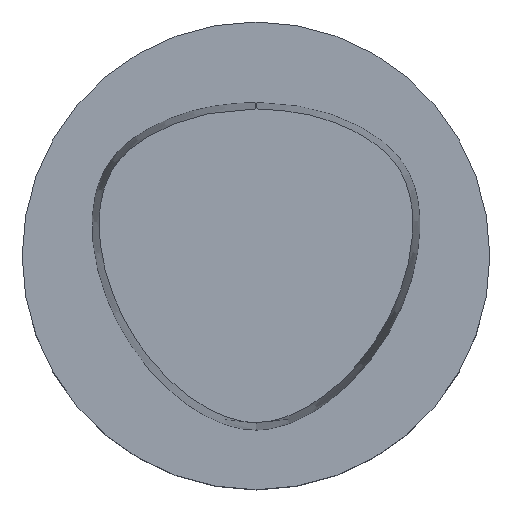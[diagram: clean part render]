
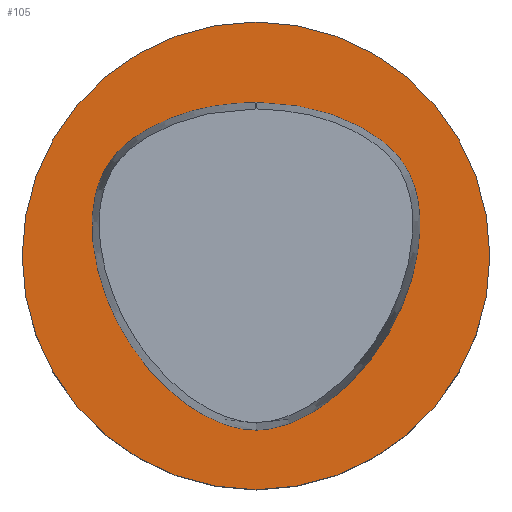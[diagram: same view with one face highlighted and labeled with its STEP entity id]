
A CAD part, top view. The second image highlights one B-rep face of the part: STEP entity #105.
In plain terms, the highlighted planar face has unit normal (0, 0, 1).
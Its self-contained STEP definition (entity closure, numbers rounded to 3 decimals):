
#60=EDGE_CURVE('Unnamed[1]',#165,#165,#166,.T.);
#91=EDGE_CURVE('Unnamed[1]',#174,#213,#214,.T.);
#105=ADVANCED_FACE('Unnamed[1]',(#233,#234),#235,.T.);
#120=EDGE_CURVE('Unnamed[1]',#201,#174,#258,.T.);
#122=EDGE_CURVE('Unnamed[1]',#213,#201,#260,.T.);
#165=VERTEX_POINT('',#304);
#166=CIRCLE('',#305,31.5);
#174=VERTEX_POINT('',#315);
#201=VERTEX_POINT('',#420);
#213=VERTEX_POINT('',#436);
#214=B_SPLINE_CURVE_WITH_KNOTS('',3,(#437,#438,#439,#440,#441,#442,#443,#444,#445,#446,#447,#448,#449,#450,#451,#452,#453),.UNSPECIFIED.,.F.,.F.,(4,1,1,1,1,1,1,1,1,1,1,1,1,1,4),(-13.23,-12.817,-12.403,-11.99,-11.576,-11.163,-10.956,-10.75,-10.336,-9.923,-9.096,-8.269,-7.442,-7.029,-6.615),.UNSPECIFIED.);
#233=FACE_BOUND('',#560,.T.);
#234=FACE_OUTER_BOUND('',#561,.T.);
#235=PLANE('',#562);
#258=CIRCLE('',#591,0.95);
#260=B_SPLINE_CURVE_WITH_KNOTS('',3,(#594,#595,#596,#597,#598,#599,#600,#601,#602,#603,#604,#605,#606,#607,#608,#609,#610,#611),.UNSPECIFIED.,.F.,.F.,(4,1,1,1,1,1,1,1,1,2,1,1,1,1,4),(-6.615,-6.202,-5.788,-5.375,-4.961,-4.134,-3.308,-2.894,-2.481,-2.067,-1.654,-1.24,-0.827,-0.413,0.0),.UNSPECIFIED.);
#304=CARTESIAN_POINT('',(0.,31.5,0.));
#305=AXIS2_PLACEMENT_3D('',#674,#675,#676);
#315=CARTESIAN_POINT('',(0.045,20.677,0.));
#420=CARTESIAN_POINT('',(-0.045,20.677,0.));
#436=CARTESIAN_POINT('',(0.044,-23.469,0.));
#437=CARTESIAN_POINT('',(0.045,20.677,0.));
#438=CARTESIAN_POINT('',(1.424,20.61,0.));
#439=CARTESIAN_POINT('',(4.223,20.484,0.));
#440=CARTESIAN_POINT('',(8.472,19.689,0.));
#441=CARTESIAN_POINT('',(12.514,18.243,0.0));
#442=CARTESIAN_POINT('',(16.304,16.173,0.));
#443=CARTESIAN_POINT('',(19.145,13.704,0.));
#444=CARTESIAN_POINT('',(20.732,11.101,0.0));
#445=CARTESIAN_POINT('',(21.783,8.281,0.));
#446=CARTESIAN_POINT('',(22.226,4.609,0.0));
#447=CARTESIAN_POINT('',(21.744,-1.113,0.0));
#448=CARTESIAN_POINT('',(19.552,-7.954,0.0));
#449=CARTESIAN_POINT('',(14.957,-15.209,0.0));
#450=CARTESIAN_POINT('',(9.668,-20.083,0.));
#451=CARTESIAN_POINT('',(4.516,-22.795,0.));
#452=CARTESIAN_POINT('',(1.559,-23.461,0.));
#453=CARTESIAN_POINT('',(0.044,-23.469,0.));
#560=EDGE_LOOP('',(#736,#737,#738));
#561=EDGE_LOOP('',(#739));
#562=AXIS2_PLACEMENT_3D('',#740,#741,#742);
#591=AXIS2_PLACEMENT_3D('',#767,#768,#769);
#594=CARTESIAN_POINT('',(0.044,-23.469,0.));
#595=CARTESIAN_POINT('',(-1.471,-23.477,0.));
#596=CARTESIAN_POINT('',(-4.439,-22.821,0.));
#597=CARTESIAN_POINT('',(-8.35,-20.8,0.));
#598=CARTESIAN_POINT('',(-11.745,-18.156,0.));
#599=CARTESIAN_POINT('',(-15.699,-14.041,0.));
#600=CARTESIAN_POINT('',(-19.535,-8.006,0.));
#601=CARTESIAN_POINT('',(-21.721,-1.161,0.0));
#602=CARTESIAN_POINT('',(-22.249,4.55,0.0));
#603=CARTESIAN_POINT('',(-21.665,9.002,0.0));
#604=CARTESIAN_POINT('',(-20.395,11.778,0.0));
#605=CARTESIAN_POINT('',(-18.593,14.198,0.0));
#606=CARTESIAN_POINT('',(-16.323,16.178,0.0));
#607=CARTESIAN_POINT('',(-12.508,18.252,0.));
#608=CARTESIAN_POINT('',(-8.468,19.679,0.));
#609=CARTESIAN_POINT('',(-4.23,20.488,0.));
#610=CARTESIAN_POINT('',(-1.423,20.613,0.));
#611=CARTESIAN_POINT('',(-0.045,20.677,0.));
#674=CARTESIAN_POINT('',(0.0,0.0,0.0));
#675=DIRECTION('',(0.,0.,-1.0));
#676=DIRECTION('',(0.,1.0,0.));
#736=ORIENTED_EDGE('',*,*,#91,.T.);
#737=ORIENTED_EDGE('',*,*,#122,.T.);
#738=ORIENTED_EDGE('',*,*,#120,.T.);
#739=ORIENTED_EDGE('',*,*,#60,.F.);
#740=CARTESIAN_POINT('',(0.,15.75,0.));
#741=DIRECTION('',(0.,0.,1.0));
#742=DIRECTION('',(0.,-1.0,0.));
#767=CARTESIAN_POINT('',(-0.001,19.728,0.));
#768=DIRECTION('',(0.,0.,-1.0));
#769=DIRECTION('',(-0.046,0.999,0.));
